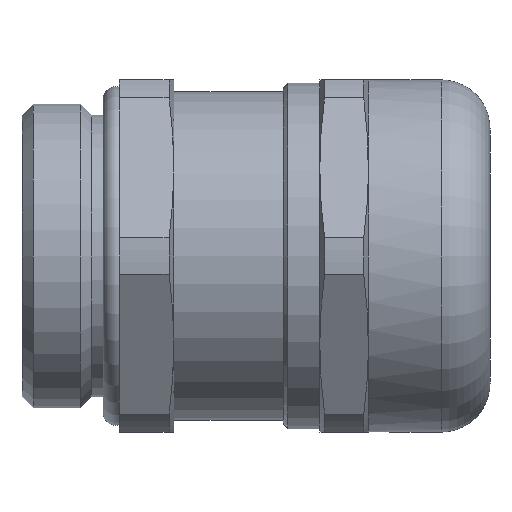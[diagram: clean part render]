
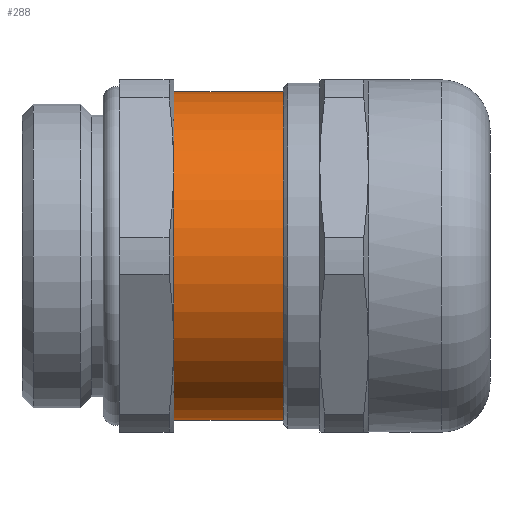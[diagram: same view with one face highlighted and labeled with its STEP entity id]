
A CAD part, front view. The second image highlights one B-rep face of the part: STEP entity #288.
In plain terms, the highlighted cylindrical face has radius 13.5 mm (diameter 27 mm), a full revolution.
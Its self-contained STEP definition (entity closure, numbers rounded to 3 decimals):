
#288 = ADVANCED_FACE( '', ( #617, #618 ), #619, .T. );
#617 = FACE_OUTER_BOUND( '', #981, .T. );
#618 = FACE_OUTER_BOUND( '', #982, .T. );
#619 = CYLINDRICAL_SURFACE( '', #983, 13.5 );
#981 = EDGE_LOOP( '', ( #1747 ) );
#982 = EDGE_LOOP( '', ( #1748 ) );
#983 = AXIS2_PLACEMENT_3D( '', #1749, #1750, #1751 );
#1747 = ORIENTED_EDGE( '', *, *, #2321, .T. );
#1748 = ORIENTED_EDGE( '', *, *, #2365, .F. );
#1749 = CARTESIAN_POINT( '', ( 38.5, 0., 0. ) );
#1750 = DIRECTION( '', ( -1., 0., 0. ) );
#1751 = DIRECTION( '', ( 0., 1., 0. ) );
#2321 = EDGE_CURVE( '', #2850, #2850, #2851, .T. );
#2365 = EDGE_CURVE( '', #2905, #2905, #2906, .T. );
#2850 = VERTEX_POINT( '', #3708 );
#2851 = CIRCLE( '', #3709, 13.5 );
#2905 = VERTEX_POINT( '', #3797 );
#2906 = CIRCLE( '', #3798, 13.5 );
#3708 = CARTESIAN_POINT( '', ( 12.49, 13.5, 0. ) );
#3709 = AXIS2_PLACEMENT_3D( '', #4187, #4188, #4189 );
#3797 = CARTESIAN_POINT( '', ( 21.5, 13.5, 0. ) );
#3798 = AXIS2_PLACEMENT_3D( '', #4229, #4230, #4231 );
#4187 = CARTESIAN_POINT( '', ( 12.49, 0., 0. ) );
#4188 = DIRECTION( '', ( 1., 0., 0. ) );
#4189 = DIRECTION( '', ( 0., 1., 0. ) );
#4229 = CARTESIAN_POINT( '', ( 21.5, 0., 0. ) );
#4230 = DIRECTION( '', ( 1., 0., 0. ) );
#4231 = DIRECTION( '', ( 0., 1., 0. ) );
